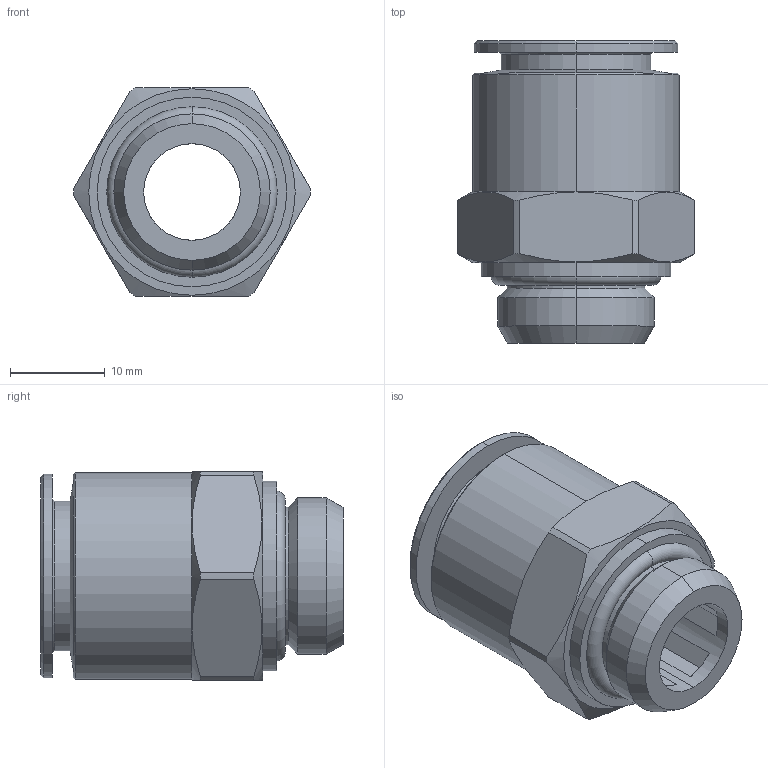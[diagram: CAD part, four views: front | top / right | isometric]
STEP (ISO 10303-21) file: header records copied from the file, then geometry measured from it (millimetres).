
FILE_DESCRIPTION(( 'MA.12.14.38.STEP' ), '1');
FILE_NAME( 'MA.12.14.38.STEP', '2018-10-01T11:06:47',( 'Sopra'),('sopra-pneumatic.com'), 'SwSTEP 2.0','SolidWorks 2009','' );
FILE_SCHEMA (( 'CONFIG_CONTROL_DESIGN' ));
Length unit declared in the file: millimetre
Products named in the file (1): A0020073
Bounding box: 25 x 31.9 x 22 mm (x, y, z)
Volume: 6171.3 mm3; surface area: 4294.6 mm2
Topology: 1 solids, 1 shells, 74 faces, 182 edges, 114 vertices
Faces by surface type: plane 30, cylinder 22, cone 20, torus 2
Entity records: 2383 total; most frequent: CARTESIAN_POINT 543, DIRECTION 380, ORIENTED_EDGE 364, EDGE_CURVE 182, AXIS2_PLACEMENT_3D 151, VERTEX_POINT 114, EDGE_LOOP 80, LINE 78
